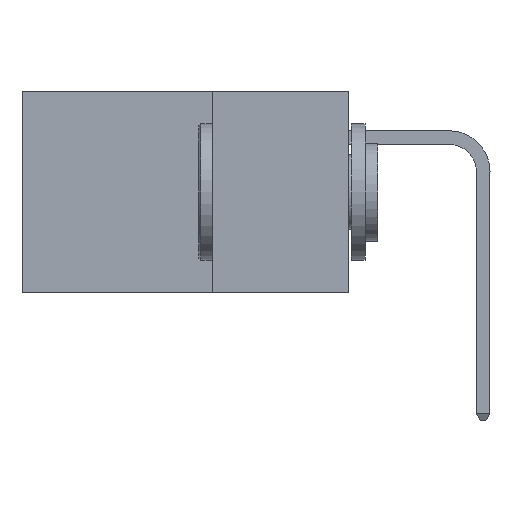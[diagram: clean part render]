
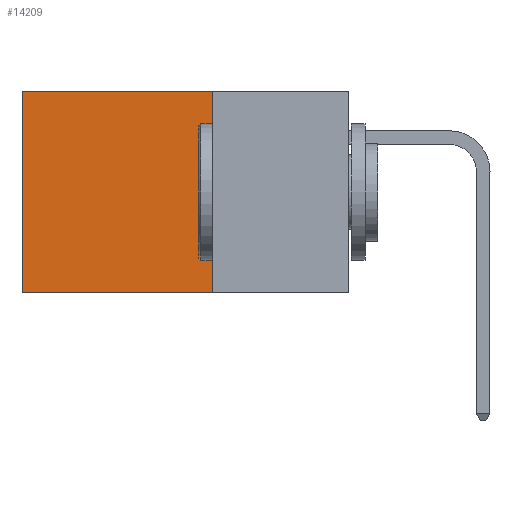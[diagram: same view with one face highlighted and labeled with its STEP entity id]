
A CAD part, left-side view. The second image highlights one B-rep face of the part: STEP entity #14209.
In plain terms, the highlighted planar face has unit normal (-1, 0, 0).
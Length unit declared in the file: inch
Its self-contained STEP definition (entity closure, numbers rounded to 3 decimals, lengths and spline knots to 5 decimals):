
#978 = EDGE_CURVE ( 'NONE', #1018, #20971, #10284, .T. ) ;
#1018 = VERTEX_POINT ( 'NONE', #30858 ) ;
#1516 = VERTEX_POINT ( 'NONE', #17016 ) ;
#3191 = DIRECTION ( 'NONE',  ( 0., 0., -1. ) ) ;
#4020 = EDGE_CURVE ( 'NONE', #20971, #1516, #30526, .T. ) ;
#5195 = VECTOR ( 'NONE', #5749, 39.37008 ) ;
#5749 = DIRECTION ( 'NONE',  ( 0., 1., 0. ) ) ;
#7034 = CARTESIAN_POINT ( 'NONE',  ( 0.2875, 0.25, -0.37 ) ) ;
#7558 = VERTEX_POINT ( 'NONE', #34115 ) ;
#9219 = VECTOR ( 'NONE', #21881, 39.37008 ) ;
#10284 = LINE ( 'NONE', #12090, #23725 ) ;
#11117 = CARTESIAN_POINT ( 'NONE',  ( 0.2875, 0.25, 0. ) ) ;
#11443 = FACE_OUTER_BOUND ( 'NONE', #33797, .T. ) ;
#11609 = PLANE ( 'NONE',  #12534 ) ;
#12090 = CARTESIAN_POINT ( 'NONE',  ( 0.2875, 0.25, 0. ) ) ;
#12121 = EDGE_CURVE ( 'NONE', #7558, #1516, #22630, .T. ) ;
#12534 = AXIS2_PLACEMENT_3D ( 'NONE', #30292, #32961, #17044 ) ;
#14209 = ADVANCED_FACE ( 'NONE', ( #11443 ), #11609, .F. ) ;
#17016 = CARTESIAN_POINT ( 'NONE',  ( 0.2875, 0.6, -0.37 ) ) ;
#17044 = DIRECTION ( 'NONE',  ( 0., 0., -1. ) ) ;
#17645 = ORIENTED_EDGE ( 'NONE', *, *, #978, .F. ) ;
#19195 = CARTESIAN_POINT ( 'NONE',  ( 0.2875, 0.25, -0.37 ) ) ;
#19566 = LINE ( 'NONE', #11117, #5195 ) ;
#20971 = VERTEX_POINT ( 'NONE', #7034 ) ;
#21881 = DIRECTION ( 'NONE',  ( 0., 1., 0. ) ) ;
#21948 = ORIENTED_EDGE ( 'NONE', *, *, #12121, .T. ) ;
#22630 = LINE ( 'NONE', #30090, #28009 ) ;
#23725 = VECTOR ( 'NONE', #25439, 39.37008 ) ;
#24621 = ORIENTED_EDGE ( 'NONE', *, *, #4020, .F. ) ;
#25439 = DIRECTION ( 'NONE',  ( 0., 0., -1. ) ) ;
#25509 = ORIENTED_EDGE ( 'NONE', *, *, #25993, .T. ) ;
#25993 = EDGE_CURVE ( 'NONE', #1018, #7558, #19566, .T. ) ;
#28009 = VECTOR ( 'NONE', #3191, 39.37008 ) ;
#30090 = CARTESIAN_POINT ( 'NONE',  ( 0.2875, 0.6, 0. ) ) ;
#30292 = CARTESIAN_POINT ( 'NONE',  ( 0.2875, 0.25, 0. ) ) ;
#30526 = LINE ( 'NONE', #19195, #9219 ) ;
#30858 = CARTESIAN_POINT ( 'NONE',  ( 0.2875, 0.25, 0. ) ) ;
#32961 = DIRECTION ( 'NONE',  ( 1., 0., 0. ) ) ;
#33797 = EDGE_LOOP ( 'NONE', ( #21948, #24621, #17645, #25509 ) ) ;
#34115 = CARTESIAN_POINT ( 'NONE',  ( 0.2875, 0.6, 0. ) ) ;
